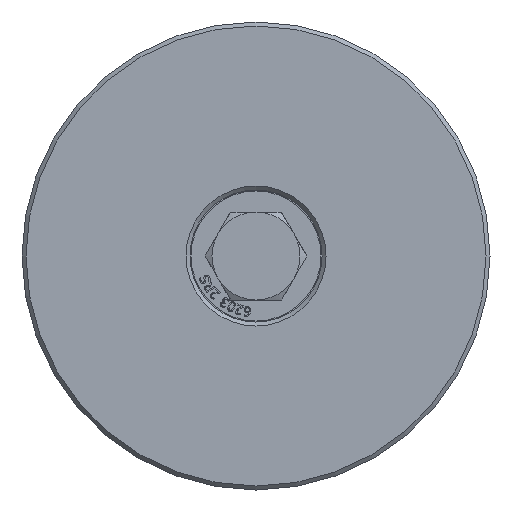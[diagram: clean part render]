
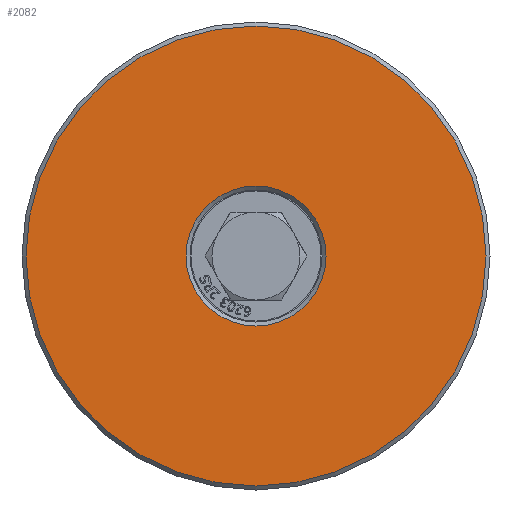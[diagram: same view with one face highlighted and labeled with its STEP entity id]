
A CAD part, left-side view. The second image highlights one B-rep face of the part: STEP entity #2082.
In plain terms, the highlighted planar face has unit normal (-1, 0, 0).
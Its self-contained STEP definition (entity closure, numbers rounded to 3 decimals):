
#208=FACE_BOUND('',#410,.T.);
#252=CIRCLE('',#2211,17.5);
#253=CIRCLE('',#2213,57.5);
#348=FACE_OUTER_BOUND('',#409,.T.);
#409=EDGE_LOOP('',(#1590));
#410=EDGE_LOOP('',(#1591));
#752=VERTEX_POINT('',#2854);
#753=VERTEX_POINT('',#2858);
#1131=EDGE_CURVE('',#752,#752,#252,.T.);
#1133=EDGE_CURVE('',#753,#753,#253,.T.);
#1590=ORIENTED_EDGE('',*,*,#1133,.F.);
#1591=ORIENTED_EDGE('',*,*,#1131,.F.);
#1979=PLANE('',#2212);
#2082=ADVANCED_FACE('',(#348,#208),#1979,.T.);
#2211=AXIS2_PLACEMENT_3D('',#2855,#2415,#2416);
#2212=AXIS2_PLACEMENT_3D('',#2857,#2418,#2419);
#2213=AXIS2_PLACEMENT_3D('',#2859,#2420,#2421);
#2415=DIRECTION('center_axis',(-1.,0.,0.));
#2416=DIRECTION('ref_axis',(0.,-1.,0.));
#2418=DIRECTION('center_axis',(-1.,0.,0.));
#2419=DIRECTION('ref_axis',(0.,0.,1.));
#2420=DIRECTION('center_axis',(1.,0.,0.));
#2421=DIRECTION('ref_axis',(0.,-1.,0.));
#2854=CARTESIAN_POINT('',(-14.,17.5,0.));
#2855=CARTESIAN_POINT('Origin',(-14.,0.,0.));
#2857=CARTESIAN_POINT('Origin',(-14.,37.75,0.));
#2858=CARTESIAN_POINT('',(-14.,57.5,0.));
#2859=CARTESIAN_POINT('Origin',(-14.,0.,0.));
